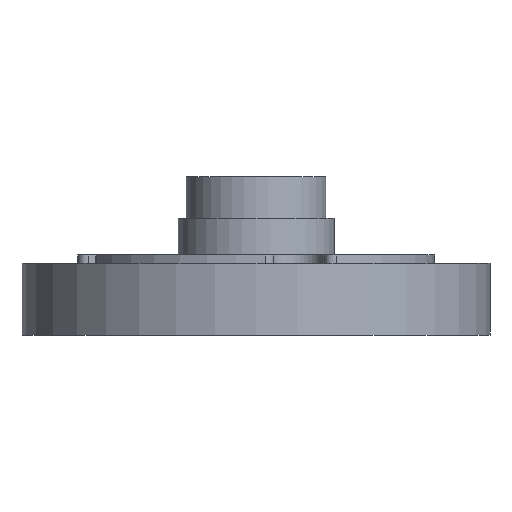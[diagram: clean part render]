
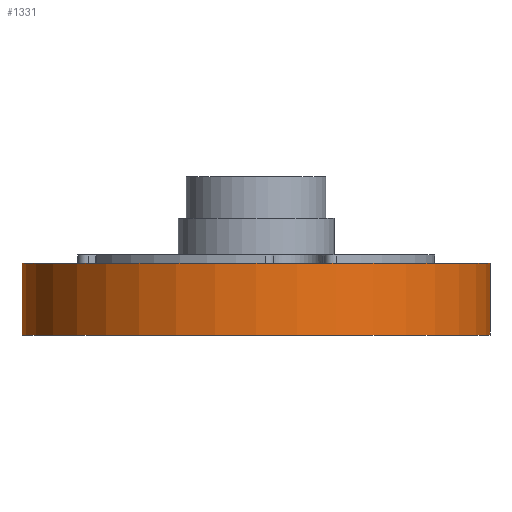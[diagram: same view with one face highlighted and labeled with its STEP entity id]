
A CAD part, front view. The second image highlights one B-rep face of the part: STEP entity #1331.
In plain terms, the highlighted cylindrical face has radius 28.5 mm (diameter 57 mm), a partial arc.
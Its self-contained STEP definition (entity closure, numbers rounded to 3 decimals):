
#25 = DIRECTION ( 'NONE',  ( 0., 0., -1. ) ) ;
#70 = CARTESIAN_POINT ( 'NONE',  ( 28.5, 0., 8.75 ) ) ;
#118 = DIRECTION ( 'NONE',  ( 0., 0., -1. ) ) ;
#173 = CARTESIAN_POINT ( 'NONE',  ( -28.5, 0., 0. ) ) ;
#180 = VERTEX_POINT ( 'NONE', #70 ) ;
#263 = ORIENTED_EDGE ( 'NONE', *, *, #598, .T. ) ;
#265 = FACE_OUTER_BOUND ( 'NONE', #312, .T. ) ;
#288 = CARTESIAN_POINT ( 'NONE',  ( -28.5, 0., 9.75 ) ) ;
#312 = EDGE_LOOP ( 'NONE', ( #1842, #459, #451, #263 ) ) ;
#423 = AXIS2_PLACEMENT_3D ( 'NONE', #2305, #1207, #1531 ) ;
#442 = AXIS2_PLACEMENT_3D ( 'NONE', #590, #1109, #764 ) ;
#451 = ORIENTED_EDGE ( 'NONE', *, *, #1691, .T. ) ;
#459 = ORIENTED_EDGE ( 'NONE', *, *, #476, .F. ) ;
#476 = EDGE_CURVE ( 'NONE', #1659, #180, #873, .T. ) ;
#590 = CARTESIAN_POINT ( 'NONE',  ( 0., 0., 8.75 ) ) ;
#598 = EDGE_CURVE ( 'NONE', #722, #1375, #848, .T. ) ;
#610 = DIRECTION ( 'NONE',  ( 0., 0., -1. ) ) ;
#637 = CARTESIAN_POINT ( 'NONE',  ( 28.5, 0., 0. ) ) ;
#722 = VERTEX_POINT ( 'NONE', #173 ) ;
#764 = DIRECTION ( 'NONE',  ( 1., 0., 0. ) ) ;
#771 = CARTESIAN_POINT ( 'NONE',  ( -28.5, 0., 8.75 ) ) ;
#848 = CIRCLE ( 'NONE', #423, 28.5 ) ;
#873 = CIRCLE ( 'NONE', #442, 28.5 ) ;
#1109 = DIRECTION ( 'NONE',  ( 0., 0., 1. ) ) ;
#1207 = DIRECTION ( 'NONE',  ( 0., 0., 1. ) ) ;
#1214 = LINE ( 'NONE', #288, #2340 ) ;
#1331 = ADVANCED_FACE ( 'NONE', ( #265 ), #1701, .T. ) ;
#1334 = DIRECTION ( 'NONE',  ( -1., 0., 0. ) ) ;
#1355 = VECTOR ( 'NONE', #25, 1000. ) ;
#1375 = VERTEX_POINT ( 'NONE', #637 ) ;
#1531 = DIRECTION ( 'NONE',  ( 1., 0., 0. ) ) ;
#1659 = VERTEX_POINT ( 'NONE', #771 ) ;
#1691 = EDGE_CURVE ( 'NONE', #1659, #722, #1214, .T. ) ;
#1701 = CYLINDRICAL_SURFACE ( 'NONE', #1823, 28.5 ) ;
#1708 = CARTESIAN_POINT ( 'NONE',  ( 28.5, 0., 9.75 ) ) ;
#1823 = AXIS2_PLACEMENT_3D ( 'NONE', #1931, #610, #1334 ) ;
#1837 = EDGE_CURVE ( 'NONE', #180, #1375, #2261, .T. ) ;
#1842 = ORIENTED_EDGE ( 'NONE', *, *, #1837, .F. ) ;
#1931 = CARTESIAN_POINT ( 'NONE',  ( 0., 0., 9.75 ) ) ;
#2261 = LINE ( 'NONE', #1708, #1355 ) ;
#2305 = CARTESIAN_POINT ( 'NONE',  ( 0., 0., 0. ) ) ;
#2340 = VECTOR ( 'NONE', #118, 1000. ) ;
